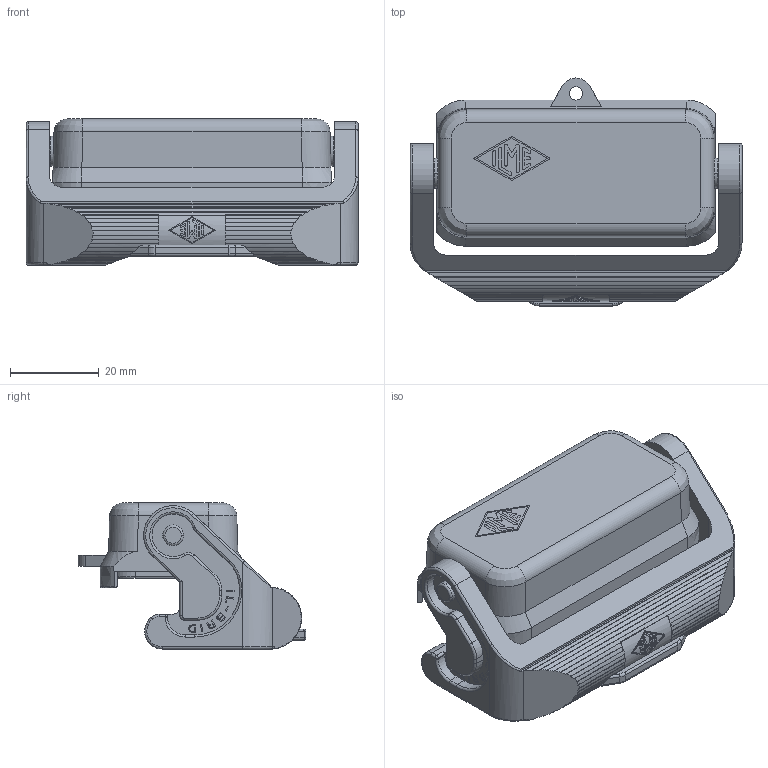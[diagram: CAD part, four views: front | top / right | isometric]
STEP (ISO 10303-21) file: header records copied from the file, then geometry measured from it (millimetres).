
FILE_DESCRIPTION(('Creo Elements/Direct Modeling STEP Export'),'2;1');
FILE_NAME('0lndrp34re6nlvi4660','2019-06-28T13:30:47',(''),(''),'Creo Elements/Direct Modeling STEP processor for AP214 (Solid Model)','Creo Elements/Direct Modeling 20.1B 02-Apr-2019 (C) Parametric Technology GmbH','');
FILE_SCHEMA(('AUTOMOTIVE_DESIGN { 1 0 10303 214 1 1 1 1 }'));
Length unit declared in the file: millimetre
Products named in the file (2): CZC_15_LG
Assembly tree (1 placements, depth 2):
  CZC_15_LG
    CZC_15_LG
Bounding box: 75 x 51.5 x 33 mm (x, y, z)
Volume: 23954.8 mm3; surface area: 16928.2 mm2
Topology: 1 solids, 1 shells, 445 faces, 1427 edges, 1022 vertices
Faces by surface type: plane 185, cylinder 176, torus 48, bspline 18, extrusion 8, cone 8, sphere 2
Entity records: 25468 total; most frequent: CARTESIAN_POINT 10541, ORIENTED_EDGE 2850, DIRECTION 2428, EDGE_CURVE 1425, VERTEX_POINT 1022, VECTOR 862, LINE 854, AXIS2_PLACEMENT_3D 783
